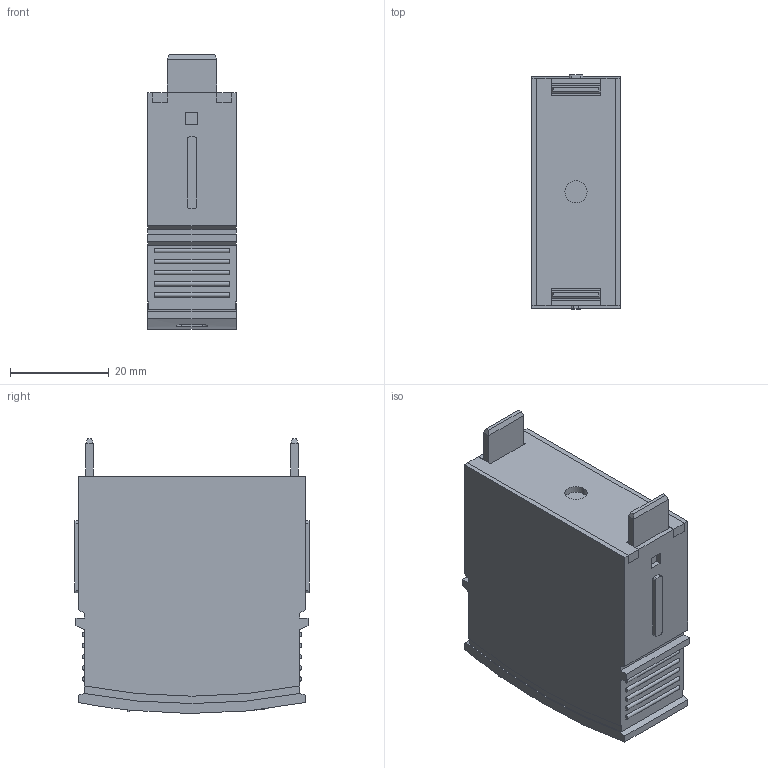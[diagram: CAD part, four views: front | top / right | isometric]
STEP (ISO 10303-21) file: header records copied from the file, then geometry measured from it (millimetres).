
FILE_DESCRIPTION (( 'STEP AP214' ), '1' );
FILE_NAME ('opv-b(c-d)-module.ÃÌ Ñìåííûé ìîäóëü ñ ñèãíàëèçàöèåé EKF.STEP', '2025-03-11T07:17:42', ( '' ), ( '' ), 'SwSTEP 2.0', 'SolidWorks 2021', '' );
FILE_SCHEMA (( 'AUTOMOTIVE_DESIGN' ));
Length unit declared in the file: millimetre
Products named in the file (1): opv-b(c-d)-module.ÃÌ Ñìåííûé ìîäóëü ñ ñèãíàëèçàöèåé EKF
Bounding box: 18 x 47.4 x 55.7 mm (x, y, z)
Volume: 38680.3 mm3; surface area: 10501.9 mm2
Topology: 8 solids, 8 shells, 183 faces, 441 edges, 290 vertices
Faces by surface type: plane 140, cylinder 43
Entity records: 5571 total; most frequent: CARTESIAN_POINT 945, DIRECTION 889, ORIENTED_EDGE 882, EDGE_CURVE 441, VECTOR 353, LINE 353, VERTEX_POINT 290, AXIS2_PLACEMENT_3D 268
